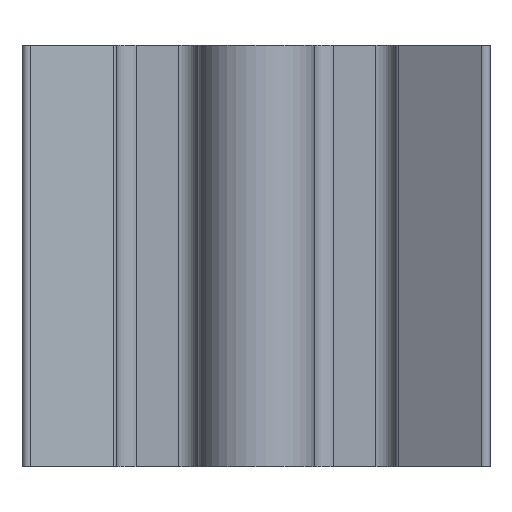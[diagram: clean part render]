
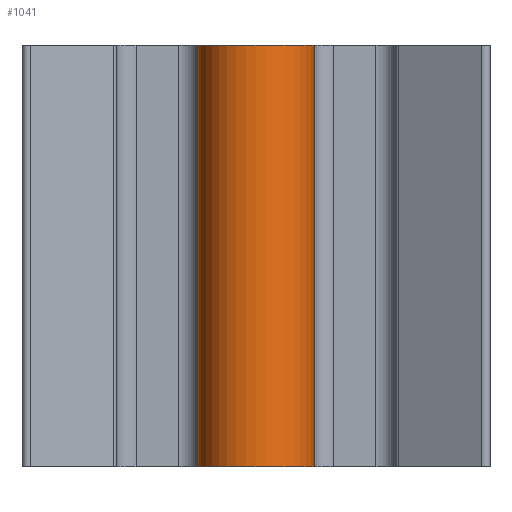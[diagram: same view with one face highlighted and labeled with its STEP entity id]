
A CAD part, left-side view. The second image highlights one B-rep face of the part: STEP entity #1041.
In plain terms, the highlighted cylindrical face has radius 3 mm (diameter 6 mm), a partial arc.
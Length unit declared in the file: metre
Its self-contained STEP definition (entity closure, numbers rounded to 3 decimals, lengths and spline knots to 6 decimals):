
#16=CIRCLE('',#1113,0.003);
#17=CIRCLE('',#1114,0.003);
#54=CYLINDRICAL_SURFACE('',#1112,0.003);
#148=ORIENTED_EDGE('',*,*,#456,.F.);
#149=ORIENTED_EDGE('',*,*,#455,.F.);
#150=ORIENTED_EDGE('',*,*,#457,.T.);
#151=ORIENTED_EDGE('',*,*,#458,.T.);
#455=EDGE_CURVE('',#607,#604,#711,.T.);
#456=EDGE_CURVE('',#604,#608,#16,.T.);
#457=EDGE_CURVE('',#607,#609,#17,.T.);
#458=EDGE_CURVE('',#609,#608,#712,.T.);
#604=VERTEX_POINT('',#1642);
#607=VERTEX_POINT('',#1647);
#608=VERTEX_POINT('',#1651);
#609=VERTEX_POINT('',#1653);
#711=LINE('',#1648,#827);
#712=LINE('',#1654,#828);
#827=VECTOR('',#1298,1.);
#828=VECTOR('',#1305,1.);
#895=EDGE_LOOP('',(#148,#149,#150,#151));
#951=FACE_BOUND('',#895,.T.);
#1041=ADVANCED_FACE('',(#951),#54,.T.);
#1112=AXIS2_PLACEMENT_3D('',#1649,#1299,#1300);
#1113=AXIS2_PLACEMENT_3D('',#1650,#1301,#1302);
#1114=AXIS2_PLACEMENT_3D('',#1652,#1303,#1304);
#1298=DIRECTION('',(0.,0.,1.));
#1299=DIRECTION('',(0.,0.,1.));
#1300=DIRECTION('',(1.,0.,0.));
#1301=DIRECTION('',(0.,0.,1.));
#1302=DIRECTION('',(1.,0.,0.));
#1303=DIRECTION('',(0.,0.,1.));
#1304=DIRECTION('',(1.,0.,0.));
#1305=DIRECTION('',(0.,0.,1.));
#1642=CARTESIAN_POINT('',(-0.01,0.003,0.0298));
#1647=CARTESIAN_POINT('',(-0.01,0.003,0.008));
#1648=CARTESIAN_POINT('',(-0.01,0.003,0.008));
#1649=CARTESIAN_POINT('',(-0.01,0.,0.008));
#1650=CARTESIAN_POINT('',(-0.01,0.,0.0298));
#1651=CARTESIAN_POINT('',(-0.01,-0.003,0.0298));
#1652=CARTESIAN_POINT('',(-0.01,0.,0.008));
#1653=CARTESIAN_POINT('',(-0.01,-0.003,0.008));
#1654=CARTESIAN_POINT('',(-0.01,-0.003,0.008));
